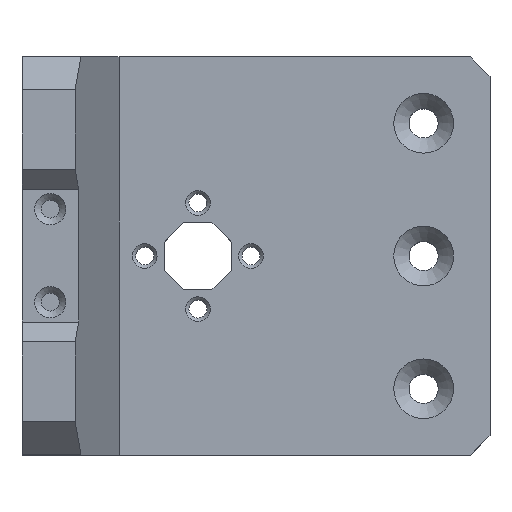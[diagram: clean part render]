
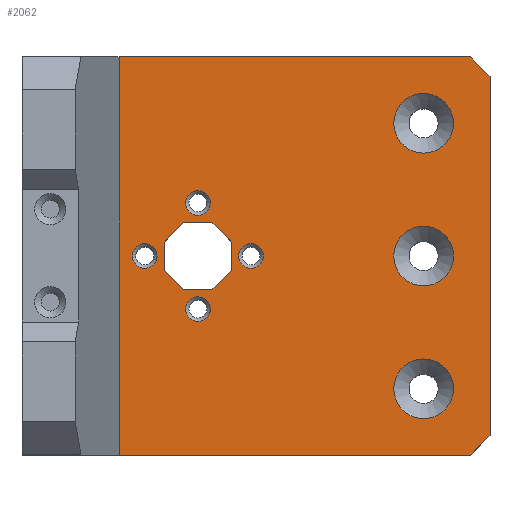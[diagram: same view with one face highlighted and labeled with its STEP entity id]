
A CAD part, top view. The second image highlights one B-rep face of the part: STEP entity #2062.
In plain terms, the highlighted planar face has unit normal (0, 0, 1).
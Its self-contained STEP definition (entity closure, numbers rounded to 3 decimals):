
#42=CIRCLE('',#2192,1.85);
#43=CIRCLE('',#2193,1.85);
#44=CIRCLE('',#2194,1.85);
#45=CIRCLE('',#2195,1.85);
#46=CIRCLE('',#2196,4.5);
#47=CIRCLE('',#2197,4.5);
#48=CIRCLE('',#2198,4.5);
#101=ORIENTED_EDGE('',*,*,#684,.F.);
#102=ORIENTED_EDGE('',*,*,#685,.F.);
#103=ORIENTED_EDGE('',*,*,#686,.F.);
#104=ORIENTED_EDGE('',*,*,#687,.F.);
#105=ORIENTED_EDGE('',*,*,#688,.F.);
#106=ORIENTED_EDGE('',*,*,#689,.F.);
#107=ORIENTED_EDGE('',*,*,#690,.F.);
#108=ORIENTED_EDGE('',*,*,#691,.F.);
#109=ORIENTED_EDGE('',*,*,#692,.T.);
#110=ORIENTED_EDGE('',*,*,#693,.T.);
#111=ORIENTED_EDGE('',*,*,#694,.T.);
#112=ORIENTED_EDGE('',*,*,#695,.T.);
#113=ORIENTED_EDGE('',*,*,#696,.F.);
#114=ORIENTED_EDGE('',*,*,#697,.F.);
#115=ORIENTED_EDGE('',*,*,#698,.F.);
#116=ORIENTED_EDGE('',*,*,#699,.T.);
#117=ORIENTED_EDGE('',*,*,#700,.T.);
#118=ORIENTED_EDGE('',*,*,#701,.F.);
#119=ORIENTED_EDGE('',*,*,#702,.T.);
#120=ORIENTED_EDGE('',*,*,#703,.F.);
#121=ORIENTED_EDGE('',*,*,#679,.F.);
#679=EDGE_CURVE('',#970,#971,#1166,.F.);
#684=EDGE_CURVE('',#975,#976,#1171,.T.);
#685=EDGE_CURVE('',#977,#975,#1172,.T.);
#686=EDGE_CURVE('',#978,#977,#1173,.T.);
#687=EDGE_CURVE('',#979,#978,#1174,.T.);
#688=EDGE_CURVE('',#980,#979,#1175,.T.);
#689=EDGE_CURVE('',#981,#980,#1176,.T.);
#690=EDGE_CURVE('',#982,#981,#1177,.T.);
#691=EDGE_CURVE('',#976,#982,#1178,.T.);
#692=EDGE_CURVE('',#983,#983,#42,.F.);
#693=EDGE_CURVE('',#984,#984,#43,.F.);
#694=EDGE_CURVE('',#985,#985,#44,.F.);
#695=EDGE_CURVE('',#986,#986,#45,.F.);
#696=EDGE_CURVE('',#987,#987,#46,.T.);
#697=EDGE_CURVE('',#988,#988,#47,.T.);
#698=EDGE_CURVE('',#989,#989,#48,.T.);
#699=EDGE_CURVE('',#970,#990,#1179,.T.);
#700=EDGE_CURVE('',#990,#991,#1180,.F.);
#701=EDGE_CURVE('',#992,#991,#1181,.T.);
#702=EDGE_CURVE('',#992,#993,#1182,.F.);
#703=EDGE_CURVE('',#971,#993,#1183,.T.);
#970=VERTEX_POINT('',#2939);
#971=VERTEX_POINT('',#2941);
#975=VERTEX_POINT('',#2951);
#976=VERTEX_POINT('',#2952);
#977=VERTEX_POINT('',#2954);
#978=VERTEX_POINT('',#2956);
#979=VERTEX_POINT('',#2958);
#980=VERTEX_POINT('',#2960);
#981=VERTEX_POINT('',#2962);
#982=VERTEX_POINT('',#2964);
#983=VERTEX_POINT('',#2967);
#984=VERTEX_POINT('',#2969);
#985=VERTEX_POINT('',#2971);
#986=VERTEX_POINT('',#2973);
#987=VERTEX_POINT('',#2975);
#988=VERTEX_POINT('',#2977);
#989=VERTEX_POINT('',#2979);
#990=VERTEX_POINT('',#2981);
#991=VERTEX_POINT('',#2983);
#992=VERTEX_POINT('',#2985);
#993=VERTEX_POINT('',#2987);
#1166=LINE('',#2940,#1413);
#1171=LINE('',#2950,#1418);
#1172=LINE('',#2953,#1419);
#1173=LINE('',#2955,#1420);
#1174=LINE('',#2957,#1421);
#1175=LINE('',#2959,#1422);
#1176=LINE('',#2961,#1423);
#1177=LINE('',#2963,#1424);
#1178=LINE('',#2965,#1425);
#1179=LINE('',#2980,#1426);
#1180=LINE('',#2982,#1427);
#1181=LINE('',#2984,#1428);
#1182=LINE('',#2986,#1429);
#1183=LINE('',#2988,#1430);
#1413=VECTOR('',#2364,1000.);
#1418=VECTOR('',#2371,1000.);
#1419=VECTOR('',#2372,1000.);
#1420=VECTOR('',#2373,1000.);
#1421=VECTOR('',#2374,1000.);
#1422=VECTOR('',#2375,1000.);
#1423=VECTOR('',#2376,1000.);
#1424=VECTOR('',#2377,1000.);
#1425=VECTOR('',#2378,1000.);
#1426=VECTOR('',#2393,1000.);
#1427=VECTOR('',#2394,1000.);
#1428=VECTOR('',#2395,1000.);
#1429=VECTOR('',#2396,1000.);
#1430=VECTOR('',#2397,1000.);
#1654=EDGE_LOOP('',(#101,#102,#103,#104,#105,#106,#107,#108));
#1655=EDGE_LOOP('',(#109));
#1656=EDGE_LOOP('',(#110));
#1657=EDGE_LOOP('',(#111));
#1658=EDGE_LOOP('',(#112));
#1659=EDGE_LOOP('',(#113));
#1660=EDGE_LOOP('',(#114));
#1661=EDGE_LOOP('',(#115));
#1662=EDGE_LOOP('',(#116,#117,#118,#119,#120,#121));
#1815=FACE_BOUND('',#1654,.T.);
#1816=FACE_BOUND('',#1655,.T.);
#1817=FACE_BOUND('',#1656,.T.);
#1818=FACE_BOUND('',#1657,.T.);
#1819=FACE_BOUND('',#1658,.T.);
#1820=FACE_BOUND('',#1659,.T.);
#1821=FACE_BOUND('',#1660,.T.);
#1822=FACE_BOUND('',#1661,.T.);
#1823=FACE_BOUND('',#1662,.T.);
#1976=PLANE('',#2191);
#2062=ADVANCED_FACE('',(#1815,#1816,#1817,#1818,#1819,#1820,#1821,#1822,
#1823),#1976,.T.);
#2191=AXIS2_PLACEMENT_3D('',#2949,#2369,#2370);
#2192=AXIS2_PLACEMENT_3D('',#2966,#2379,#2380);
#2193=AXIS2_PLACEMENT_3D('',#2968,#2381,#2382);
#2194=AXIS2_PLACEMENT_3D('',#2970,#2383,#2384);
#2195=AXIS2_PLACEMENT_3D('',#2972,#2385,#2386);
#2196=AXIS2_PLACEMENT_3D('',#2974,#2387,#2388);
#2197=AXIS2_PLACEMENT_3D('',#2976,#2389,#2390);
#2198=AXIS2_PLACEMENT_3D('',#2978,#2391,#2392);
#2364=DIRECTION('',(0.,-1.,0.));
#2369=DIRECTION('',(0.,0.,1.));
#2370=DIRECTION('',(-1.,0.,0.));
#2371=DIRECTION('',(0.,-1.,0.));
#2372=DIRECTION('',(-0.707,-0.707,0.));
#2373=DIRECTION('',(-1.,0.,0.));
#2374=DIRECTION('',(-0.707,0.707,0.));
#2375=DIRECTION('',(0.,1.,0.));
#2376=DIRECTION('',(0.707,0.707,0.));
#2377=DIRECTION('',(1.,0.,0.));
#2378=DIRECTION('',(0.707,-0.707,0.));
#2379=DIRECTION('',(0.,0.,1.));
#2380=DIRECTION('',(1.,0.,0.));
#2381=DIRECTION('',(0.,0.,1.));
#2382=DIRECTION('',(1.,0.,0.));
#2383=DIRECTION('',(0.,0.,1.));
#2384=DIRECTION('',(1.,0.,0.));
#2385=DIRECTION('',(0.,0.,1.));
#2386=DIRECTION('',(1.,0.,0.));
#2387=DIRECTION('',(0.,0.,1.));
#2388=DIRECTION('',(1.,0.,0.));
#2389=DIRECTION('',(0.,0.,1.));
#2390=DIRECTION('',(1.,0.,0.));
#2391=DIRECTION('',(0.,0.,1.));
#2392=DIRECTION('',(1.,0.,0.));
#2393=DIRECTION('',(1.,0.,0.));
#2394=DIRECTION('',(-0.707,-0.707,0.));
#2395=DIRECTION('',(0.,-1.,0.));
#2396=DIRECTION('',(0.707,-0.707,0.));
#2397=DIRECTION('',(1.,0.,0.));
#2939=CARTESIAN_POINT('',(29.112,-30.,-342.));
#2940=CARTESIAN_POINT('',(29.112,30.001,-342.));
#2941=CARTESIAN_POINT('',(29.112,30.,-342.));
#2949=CARTESIAN_POINT('',(80.001,30.001,-342.));
#2950=CARTESIAN_POINT('',(35.9,2.112,-342.));
#2951=CARTESIAN_POINT('',(35.9,2.112,-342.));
#2952=CARTESIAN_POINT('',(35.9,-2.112,-342.));
#2953=CARTESIAN_POINT('',(38.888,5.1,-342.));
#2954=CARTESIAN_POINT('',(38.888,5.1,-342.));
#2955=CARTESIAN_POINT('',(43.112,5.1,-342.));
#2956=CARTESIAN_POINT('',(43.112,5.1,-342.));
#2957=CARTESIAN_POINT('',(46.1,2.112,-342.));
#2958=CARTESIAN_POINT('',(46.1,2.112,-342.));
#2959=CARTESIAN_POINT('',(46.1,-2.112,-342.));
#2960=CARTESIAN_POINT('',(46.1,-2.112,-342.));
#2961=CARTESIAN_POINT('',(43.112,-5.1,-342.));
#2962=CARTESIAN_POINT('',(43.112,-5.1,-342.));
#2963=CARTESIAN_POINT('',(38.888,-5.1,-342.));
#2964=CARTESIAN_POINT('',(38.888,-5.1,-342.));
#2965=CARTESIAN_POINT('',(35.9,-2.112,-342.));
#2966=CARTESIAN_POINT('',(49.,0.,-342.));
#2967=CARTESIAN_POINT('',(50.85,0.,-342.));
#2968=CARTESIAN_POINT('',(41.,-8.,-342.));
#2969=CARTESIAN_POINT('',(42.85,-8.,-342.));
#2970=CARTESIAN_POINT('',(33.,0.,-342.));
#2971=CARTESIAN_POINT('',(34.85,0.,-342.));
#2972=CARTESIAN_POINT('',(41.,8.,-342.));
#2973=CARTESIAN_POINT('',(42.85,8.,-342.));
#2974=CARTESIAN_POINT('',(75.,0.,-342.));
#2975=CARTESIAN_POINT('',(79.5,0.,-342.));
#2976=CARTESIAN_POINT('',(75.,-20.,-342.));
#2977=CARTESIAN_POINT('',(79.5,-20.,-342.));
#2978=CARTESIAN_POINT('',(75.,20.,-342.));
#2979=CARTESIAN_POINT('',(79.5,20.,-342.));
#2980=CARTESIAN_POINT('',(53.181,-30.,-342.));
#2981=CARTESIAN_POINT('',(82.,-30.,-342.));
#2982=CARTESIAN_POINT('',(111.001,-0.999,-342.));
#2983=CARTESIAN_POINT('',(85.,-27.,-342.));
#2984=CARTESIAN_POINT('',(85.,0.,-342.));
#2985=CARTESIAN_POINT('',(85.,27.,-342.));
#2986=CARTESIAN_POINT('',(81.,31.,-342.));
#2987=CARTESIAN_POINT('',(82.,30.,-342.));
#2988=CARTESIAN_POINT('',(53.181,30.,-342.));
